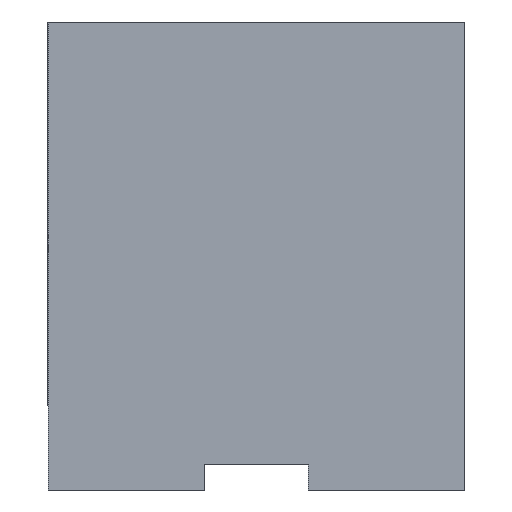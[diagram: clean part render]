
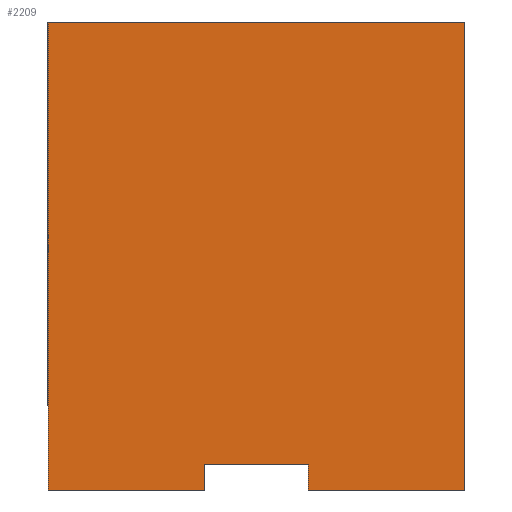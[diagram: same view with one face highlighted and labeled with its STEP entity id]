
A CAD part, left-side view. The second image highlights one B-rep face of the part: STEP entity #2209.
In plain terms, the highlighted face is planar.
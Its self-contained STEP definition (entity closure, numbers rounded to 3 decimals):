
#37=LINE('',#2886,#101);
#46=LINE('',#2905,#110);
#52=LINE('',#2918,#116);
#82=LINE('',#2995,#146);
#83=LINE('',#2997,#147);
#84=LINE('',#2998,#148);
#85=LINE('',#3000,#149);
#86=LINE('',#3001,#150);
#101=VECTOR('',#2508,1000.);
#110=VECTOR('',#2519,1000.);
#116=VECTOR('',#2527,1000.);
#146=VECTOR('',#2591,1000.);
#147=VECTOR('',#2592,1000.);
#148=VECTOR('',#2593,1000.);
#149=VECTOR('',#2594,1000.);
#150=VECTOR('',#2595,1000.);
#170=PLANE('',#2345);
#364=ORIENTED_EDGE('',*,*,#625,.T.);
#365=ORIENTED_EDGE('',*,*,#672,.F.);
#366=ORIENTED_EDGE('',*,*,#673,.T.);
#367=ORIENTED_EDGE('',*,*,#616,.T.);
#368=ORIENTED_EDGE('',*,*,#674,.F.);
#369=ORIENTED_EDGE('',*,*,#675,.F.);
#370=ORIENTED_EDGE('',*,*,#631,.F.);
#371=ORIENTED_EDGE('',*,*,#676,.T.);
#616=EDGE_CURVE('',#781,#779,#37,.T.);
#625=EDGE_CURVE('',#790,#789,#46,.T.);
#631=EDGE_CURVE('',#795,#796,#52,.T.);
#672=EDGE_CURVE('',#826,#789,#82,.T.);
#673=EDGE_CURVE('',#826,#781,#83,.T.);
#674=EDGE_CURVE('',#827,#779,#84,.T.);
#675=EDGE_CURVE('',#796,#827,#85,.T.);
#676=EDGE_CURVE('',#795,#790,#86,.T.);
#779=VERTEX_POINT('',#2884);
#781=VERTEX_POINT('',#2887);
#789=VERTEX_POINT('',#2904);
#790=VERTEX_POINT('',#2906);
#795=VERTEX_POINT('',#2917);
#796=VERTEX_POINT('',#2919);
#826=VERTEX_POINT('',#2996);
#827=VERTEX_POINT('',#2999);
#1000=EDGE_LOOP('',(#364,#365,#366,#367,#368,#369,#370,#371));
#1210=FACE_BOUND('',#1000,.T.);
#2209=ADVANCED_FACE('',(#1210),#170,.F.);
#2345=AXIS2_PLACEMENT_3D('',#2994,#2589,#2590);
#2508=DIRECTION('',(0.,-1.,0.));
#2519=DIRECTION('',(0.,0.,1.));
#2527=DIRECTION('',(0.,0.,1.));
#2589=DIRECTION('',(-1.,0.,0.));
#2590=DIRECTION('',(0.,0.,1.));
#2591=DIRECTION('',(0.,1.,0.));
#2592=DIRECTION('',(0.,0.,-1.));
#2593=DIRECTION('',(0.,0.,-1.));
#2594=DIRECTION('',(0.,1.,0.));
#2595=DIRECTION('',(0.,1.,0.));
#2884=CARTESIAN_POINT('',(1.6,-0.2,1.1));
#2886=CARTESIAN_POINT('',(1.6,0.745,1.1));
#2887=CARTESIAN_POINT('',(1.6,0.2,1.1));
#2904=CARTESIAN_POINT('',(1.6,0.8,1.2));
#2905=CARTESIAN_POINT('',(1.6,0.8,0.));
#2906=CARTESIAN_POINT('',(1.6,0.8,-0.6));
#2917=CARTESIAN_POINT('',(1.6,-0.8,-0.6));
#2918=CARTESIAN_POINT('',(1.6,-0.8,0.));
#2919=CARTESIAN_POINT('',(1.6,-0.8,1.2));
#2994=CARTESIAN_POINT('',(1.6,-0.745,0.7));
#2995=CARTESIAN_POINT('',(1.6,0.2,1.2));
#2996=CARTESIAN_POINT('',(1.6,0.2,1.2));
#2997=CARTESIAN_POINT('',(1.6,0.2,1.2));
#2998=CARTESIAN_POINT('',(1.6,-0.2,1.2));
#2999=CARTESIAN_POINT('',(1.6,-0.2,1.2));
#3000=CARTESIAN_POINT('',(1.6,-0.8,1.2));
#3001=CARTESIAN_POINT('',(1.6,-0.8,-0.6));
